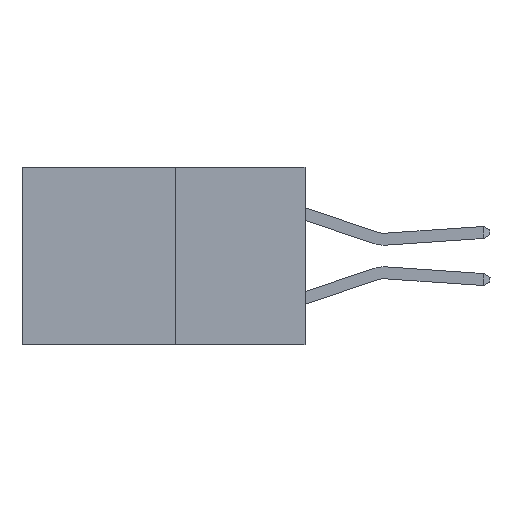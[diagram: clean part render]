
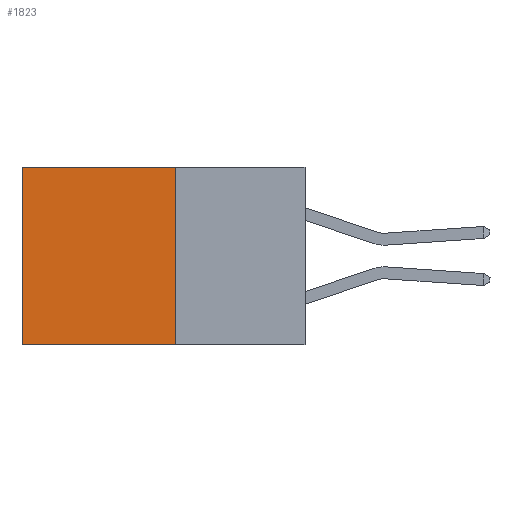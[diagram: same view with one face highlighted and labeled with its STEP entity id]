
A CAD part, left-side view. The second image highlights one B-rep face of the part: STEP entity #1823.
In plain terms, the highlighted planar face has unit normal (-1, 0, 0).
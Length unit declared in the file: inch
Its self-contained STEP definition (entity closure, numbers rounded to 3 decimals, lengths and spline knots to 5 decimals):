
#47 = ORIENTED_EDGE ( 'NONE', *, *, #3920, .F. ) ;
#96 = AXIS2_PLACEMENT_3D ( 'NONE', #6885, #7896, #2442 ) ;
#871 = CARTESIAN_POINT ( 'NONE',  ( 0.277, 0.27, -0.37 ) ) ;
#888 = CARTESIAN_POINT ( 'NONE',  ( 0.277, 0.59, 0. ) ) ;
#1007 = VERTEX_POINT ( 'NONE', #2217 ) ;
#1013 = CARTESIAN_POINT ( 'NONE',  ( 0.277, 0.27, -0.37 ) ) ;
#1785 = FACE_OUTER_BOUND ( 'NONE', #1824, .T. ) ;
#1823 = ADVANCED_FACE ( 'NONE', ( #1785 ), #7158, .F. ) ;
#1824 = EDGE_LOOP ( 'NONE', ( #7729, #47, #6576, #2510 ) ) ;
#2217 = CARTESIAN_POINT ( 'NONE',  ( 0.277, 0.27, -0.37 ) ) ;
#2266 = EDGE_CURVE ( 'NONE', #8450, #2593, #7819, .T. ) ;
#2442 = DIRECTION ( 'NONE',  ( 0., 0., -1. ) ) ;
#2443 = EDGE_CURVE ( 'NONE', #3472, #1007, #3421, .T. ) ;
#2510 = ORIENTED_EDGE ( 'NONE', *, *, #5132, .T. ) ;
#2593 = VERTEX_POINT ( 'NONE', #4044 ) ;
#3421 = LINE ( 'NONE', #871, #6417 ) ;
#3472 = VERTEX_POINT ( 'NONE', #5814 ) ;
#3920 = EDGE_CURVE ( 'NONE', #1007, #2593, #4225, .T. ) ;
#4021 = VECTOR ( 'NONE', #7377, 39.37008 ) ;
#4044 = CARTESIAN_POINT ( 'NONE',  ( 0.277, 0.59, -0.37 ) ) ;
#4225 = LINE ( 'NONE', #1013, #4021 ) ;
#4681 = VECTOR ( 'NONE', #5170, 39.37008 ) ;
#4751 = CARTESIAN_POINT ( 'NONE',  ( 0.277, 0.59, -0.37 ) ) ;
#5132 = EDGE_CURVE ( 'NONE', #3472, #8450, #6179, .T. ) ;
#5170 = DIRECTION ( 'NONE',  ( 0., 1., 0. ) ) ;
#5180 = CARTESIAN_POINT ( 'NONE',  ( 0.277, 0.27, 0. ) ) ;
#5373 = DIRECTION ( 'NONE',  ( 0., 0., -1. ) ) ;
#5814 = CARTESIAN_POINT ( 'NONE',  ( 0.277, 0.27, 0. ) ) ;
#6179 = LINE ( 'NONE', #5180, #4681 ) ;
#6417 = VECTOR ( 'NONE', #5373, 39.37008 ) ;
#6576 = ORIENTED_EDGE ( 'NONE', *, *, #2443, .F. ) ;
#6885 = CARTESIAN_POINT ( 'NONE',  ( 0.277, 0.27, -0.37 ) ) ;
#7158 = PLANE ( 'NONE',  #96 ) ;
#7377 = DIRECTION ( 'NONE',  ( 0., 1., 0. ) ) ;
#7729 = ORIENTED_EDGE ( 'NONE', *, *, #2266, .T. ) ;
#7819 = LINE ( 'NONE', #4751, #8020 ) ;
#7896 = DIRECTION ( 'NONE',  ( 1., 0., 0. ) ) ;
#7995 = DIRECTION ( 'NONE',  ( 0., 0., -1. ) ) ;
#8020 = VECTOR ( 'NONE', #7995, 39.37008 ) ;
#8450 = VERTEX_POINT ( 'NONE', #888 ) ;
